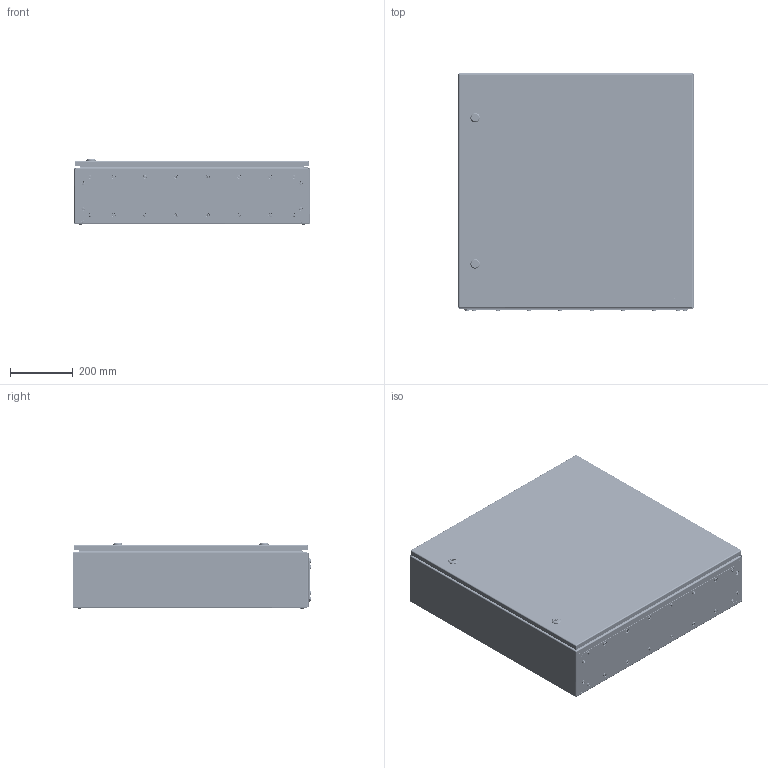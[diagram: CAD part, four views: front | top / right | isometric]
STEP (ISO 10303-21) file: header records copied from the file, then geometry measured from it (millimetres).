
FILE_DESCRIPTION (( 'STEP AP203' ), '1' );
FILE_NAME ('U3110070702 Êîðïóñ UC2M 75.75.20 IP66 (752.000.311).STEP', '2022-04-29T10:43:46', ( '' ), ( '' ), 'SwSTEP 2.0', 'SolidWorks 2017', '' );
FILE_SCHEMA (( 'CONFIG_CONTROL_DESIGN' ));
Length unit declared in the file: millimetre
Products named in the file (38): Øòèôò ïåòëè 4-119 Dirak; Îñíîâàíèå ïåòëè 4-119 Dirak; Øàéáà íåéëîí Ø028_Œ6; 嵑殧趌6402_8; Ïåòëÿ 4-119 Dirak_00; Øïèëüêà çàçåìëåíèÿ CKF CS_Œ6å16; 嵑殧趌11371_5; ч蜱齁罻 ST-6; 嵑殧趌11371_6; ч蜱齁罻 ST-9; Ñòîïîðíàÿ âòóëêà ïåòëè 4-119 Dirak; 蹴濋趌5915_M8; 000.210.365 Îñíîâàíèå äâåðêè UC2_00 (75.75); 040-116 Âèíò ñïåöèàëüíûé ST 4,8x9; 000.207.188 攜歑罻 UC2_00 (75.75); 椻壚樇襝鴀 Mesan 33; Øïèëüêà ðåçüáîâàÿ Ì6_Œ6å12; 003-393 Ñòåíêà íèæíÿÿ UC2_06 (00.75); Øïèëüêà ðåçüáîâàÿ Ì6_Œ8å30; ﾇ瑟鶴 Mesan 060-1-1-13-33_00; 蹴濋趌5915_M5; 056-275 椯鴀殣罻 UC2_00 (75.75.20); 019-99 Ïëàíêà z-îáðàçíàÿ_03 (75); 012-1797 眈翴錪 鳱歑膱 UC2_00 (75.75); U3110070702 扻豵鵨 UC2M 75.75.20 IP66 (752.000.311); 扻豵鵨_п-1; Øàéáà íåéëîí Ø028_Œ5; Óïëîòíèòåëü ÏÏÓ äâåðêè UC2_26 (75.75); Óïëîòíèòåëü ÏÏÓ êðûøêè UC2Ì_24 (75.20); 嵑殧趌11371_8; Âòóëêà ïåòëè 4-119 Dirak; 鎔艜_17473_M6x12; 008-402 Ñòåíêà ïðîôèëüíàÿ UC2_00 (75.75.20); 000.241.261 署赅 UC2_00 (75.20); 027-190 署赅 UC2_00 (75.20); 000.241.260 署赅 UC2_00 (75.20); 010-328 Ïàíåëü ìîíòàæíàÿ UC2_00 (70.50); 000.113.107 忺謤僔 UC2_00 (75.75.20)
Assembly tree (128 placements, depth 4):
  U3110070702 扻豵鵨 UC2M 75.75.20 IP66 (752.000.311)
    000.113.107 忺謤僔 UC2_00 (75.75.20)
      008-402 Ñòåíêà ïðîôèëüíàÿ UC2_00 (75.75.20)
      003-393 Ñòåíêà íèæíÿÿ UC2_06 (00.75)
      Øïèëüêà ðåçüáîâàÿ Ì6_Œ8å30  x4
      Øïèëüêà ðåçüáîâàÿ Ì6_Œ6å12  x4
      Øïèëüêà çàçåìëåíèÿ CKF CS_Œ6å16  x2
    000.207.188 攜歑罻 UC2_00 (75.75)
      000.210.365 Îñíîâàíèå äâåðêè UC2_00 (75.75)
        012-1797 眈翴錪 鳱歑膱 UC2_00 (75.75)
        019-99 Ïëàíêà z-îáðàçíàÿ_03 (75)  x2
        Âòóëêà ïåòëè 4-119 Dirak  x2
        Øïèëüêà çàçåìëåíèÿ CKF CS_Œ6å16  x2
      Óïëîòíèòåëü ÏÏÓ äâåðêè UC2_26 (75.75)
      ﾇ瑟鶴 Mesan 060-1-1-13-33_00  x2
        扻豵鵨_п-1
        椻壚樇襝鴀 Mesan 33
        嵑殧趌11371_6
        鎔艜_17473_M6x12
    Ïåòëÿ 4-119 Dirak_00  x2
      Âòóëêà ïåòëè 4-119 Dirak
      Øòèôò ïåòëè 4-119 Dirak
      Îñíîâàíèå ïåòëè 4-119 Dirak
      Ñòîïîðíàÿ âòóëêà ïåòëè 4-119 Dirak
    嵑殧趌11371_5  x4
    Øàéáà íåéëîí Ø028_Œ5  x4
    蹴濋趌5915_M5  x4
    ч蜱齁罻 ST-6  x6
    ч蜱齁罻 ST-9  x4
    010-328 Ïàíåëü ìîíòàæíàÿ UC2_00 (70.50)
    蹴濋趌5915_M8  x12
    嵑殧趌11371_8  x4
    嵑殧趌6402_8  x4
    000.241.260 署赅 UC2_00 (75.20)
      000.241.261 署赅 UC2_00 (75.20)
        027-190 署赅 UC2_00 (75.20)
        Øïèëüêà çàçåìëåíèÿ CKF CS_Œ6å16
      Óïëîòíèòåëü ÏÏÓ êðûøêè UC2Ì_24 (75.20)
    040-116 Âèíò ñïåöèàëüíûé ST 4,8x9  x22
    Øàéáà íåéëîí Ø028_Œ6  x22
    056-275 椯鴀殣罻 UC2_00 (75.75.20)
Bounding box: 750.6 x 757.22 x 207.25 mm (x, y, z)
Volume: 4109766.2 mm3; surface area: 4941623.6 mm2
Topology: 147 solids, 149 shells, 6164 faces, 14367 edges, 8588 vertices
Faces by surface type: plane 1928, cylinder 1774, bspline 1410, cone 382, sphere 376, torus 294
Entity records: 110121 total; most frequent: CARTESIAN_POINT 49662, ORIENTED_EDGE 11884, DIRECTION 9489, EDGE_CURVE 5942, VERTEX_POINT 3822, VECTOR 3485, LINE 3485, AXIS2_PLACEMENT_3D 3002
